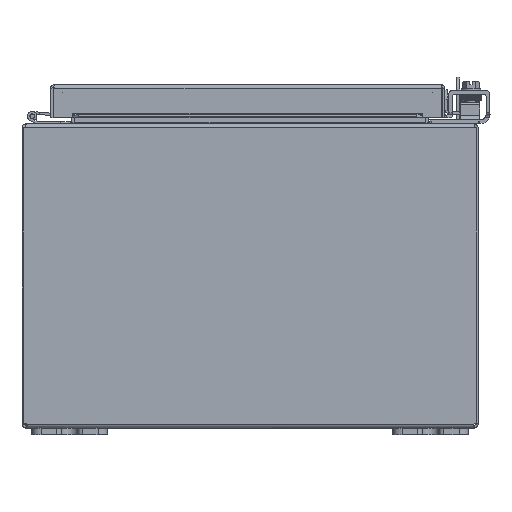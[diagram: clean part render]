
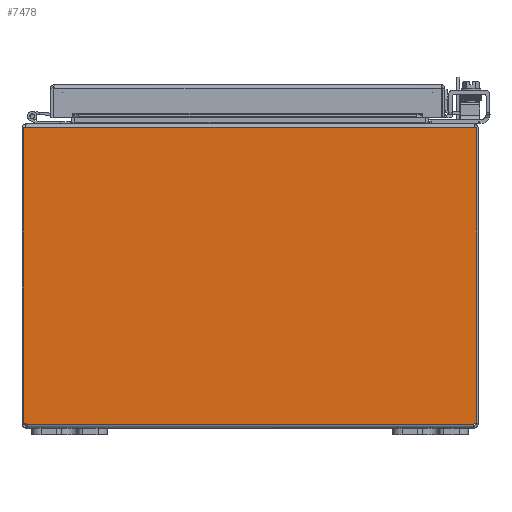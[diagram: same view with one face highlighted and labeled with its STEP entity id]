
A CAD part, front view. The second image highlights one B-rep face of the part: STEP entity #7478.
In plain terms, the highlighted planar face has unit normal (0, -1, 0).
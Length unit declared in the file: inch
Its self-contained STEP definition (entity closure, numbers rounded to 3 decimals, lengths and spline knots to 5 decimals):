
#6013=CARTESIAN_POINT('',(5.91495,-8.,7.89475));
#6014=VERTEX_POINT('',#6013);
#6046=CARTESIAN_POINT('',(-5.91495,-8.,7.89475));
#6047=VERTEX_POINT('',#6046);
#6061=CARTESIAN_POINT('',(5.91495,-8.,7.89475));
#6062=DIRECTION('',(-1.0,0.0,0.0));
#6063=VECTOR('',#6062,11.8299);
#6064=LINE('',#6061,#6063);
#6065=EDGE_CURVE('',#6014,#6047,#6064,.T.);
#6397=CARTESIAN_POINT('',(-5.963,-8.,7.89475));
#6398=VERTEX_POINT('',#6397);
#6405=CARTESIAN_POINT('',(-5.91495,-8.,7.89475));
#6406=DIRECTION('',(-1.0,0.0,0.0));
#6407=VECTOR('',#6406,0.04805);
#6408=LINE('',#6405,#6407);
#6409=EDGE_CURVE('',#6047,#6398,#6408,.T.);
#6575=CARTESIAN_POINT('',(5.963,-8.,7.89475));
#6576=VERTEX_POINT('',#6575);
#6577=CARTESIAN_POINT('',(5.963,-8.,7.89475));
#6578=DIRECTION('',(-1.0,0.0,0.0));
#6579=VECTOR('',#6578,0.04805);
#6580=LINE('',#6577,#6579);
#6581=EDGE_CURVE('',#6576,#6014,#6580,.T.);
#6606=CARTESIAN_POINT('',(5.963,-8.,0.12745));
#6607=VERTEX_POINT('',#6606);
#6608=CARTESIAN_POINT('',(5.963,-8.,7.89475));
#6609=DIRECTION('',(0.0,0.0,-1.0));
#6610=VECTOR('',#6609,7.7673);
#6611=LINE('',#6608,#6610);
#6612=EDGE_CURVE('',#6576,#6607,#6611,.T.);
#7410=CARTESIAN_POINT('',(-5.88277,-8.,0.10525));
#7411=VERTEX_POINT('',#7410);
#7418=CARTESIAN_POINT('',(-5.963,-8.,0.12745));
#7419=VERTEX_POINT('',#7418);
#7420=CARTESIAN_POINT('',(-5.93789,-8.,0.06211));
#7421=DIRECTION('',(0.0,1.0,0.0));
#7422=DIRECTION('',(1.0,0.0,0.0));
#7423=AXIS2_PLACEMENT_3D('',#7420,#7421,#7422);
#7424=CIRCLE('',#7423,0.07);
#7425=EDGE_CURVE('',#7419,#7411,#7424,.T.);
#7445=CARTESIAN_POINT('',(0.,-8.,4.00948));
#7446=DIRECTION('',(0.0,1.0,0.0));
#7447=DIRECTION('',(1.0,0.0,0.0));
#7448=AXIS2_PLACEMENT_3D('',#7445,#7446,#7447);
#7449=PLANE('',#7448);
#7450=ORIENTED_EDGE('',*,*,#6581,.T.);
#7451=ORIENTED_EDGE('',*,*,#6065,.T.);
#7452=ORIENTED_EDGE('',*,*,#6409,.T.);
#7453=CARTESIAN_POINT('',(-5.963,-8.0,0.12745));
#7454=DIRECTION('',(0.0,0.0,1.0));
#7455=VECTOR('',#7454,7.7673);
#7456=LINE('',#7453,#7455);
#7457=EDGE_CURVE('',#7419,#6398,#7456,.T.);
#7458=ORIENTED_EDGE('',*,*,#7457,.F.);
#7459=ORIENTED_EDGE('',*,*,#7425,.T.);
#7460=CARTESIAN_POINT('',(5.88277,-8.,0.10525));
#7461=VERTEX_POINT('',#7460);
#7462=CARTESIAN_POINT('',(-5.88277,-8.,0.10525));
#7463=DIRECTION('',(1.0,0.0,0.0));
#7464=VECTOR('',#7463,11.76553);
#7465=LINE('',#7462,#7464);
#7466=EDGE_CURVE('',#7411,#7461,#7465,.T.);
#7467=ORIENTED_EDGE('',*,*,#7466,.T.);
#7468=CARTESIAN_POINT('',(5.93789,-8.,0.06211));
#7469=DIRECTION('',(0.0,1.0,0.0));
#7470=DIRECTION('',(1.0,0.0,0.0));
#7471=AXIS2_PLACEMENT_3D('',#7468,#7469,#7470);
#7472=CIRCLE('',#7471,0.07);
#7473=EDGE_CURVE('',#7461,#6607,#7472,.T.);
#7474=ORIENTED_EDGE('',*,*,#7473,.T.);
#7475=ORIENTED_EDGE('',*,*,#6612,.F.);
#7476=EDGE_LOOP('',(#7450,#7451,#7452,#7458,#7459,#7467,#7474,#7475));
#7477=FACE_OUTER_BOUND('',#7476,.T.);
#7478=ADVANCED_FACE('',(#7477),#7449,.F.);
